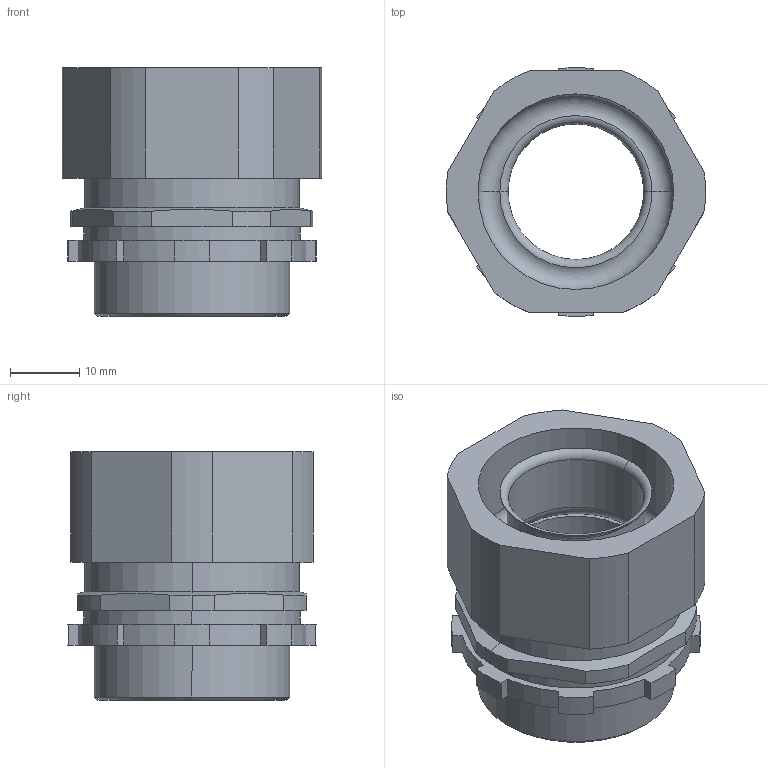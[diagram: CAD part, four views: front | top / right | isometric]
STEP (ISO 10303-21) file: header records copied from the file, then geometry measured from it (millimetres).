
FILE_DESCRIPTION (( 'STEP AP203' ), '1' );
FILE_NAME ('WNC-PG21_D20.STP', '2017-09-16T07:36:27', ( '微软用户' ), ( '微软中国' ), 'SwSTEP 2.0', 'SolidWorks 2012', '' );
FILE_SCHEMA (( 'CONFIG_CONTROL_DESIGN' ));
Length unit declared in the file: millimetre
Products named in the file (1): WNC-PG21_D20
Bounding box: 37.47 x 35.96 x 36 mm (x, y, z)
Volume: 15815.1 mm3; surface area: 10343.1 mm2
Topology: 1 solids, 2 shells, 98 faces, 249 edges, 159 vertices
Faces by surface type: cylinder 48, plane 36, torus 10, cone 4
Entity records: 3073 total; most frequent: DIRECTION 554, CARTESIAN_POINT 531, ORIENTED_EDGE 498, EDGE_CURVE 249, AXIS2_PLACEMENT_3D 212, VERTEX_POINT 159, VECTOR 130, LINE 130
